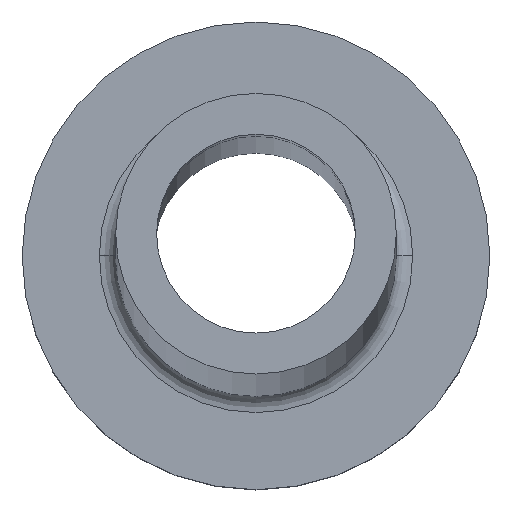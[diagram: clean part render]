
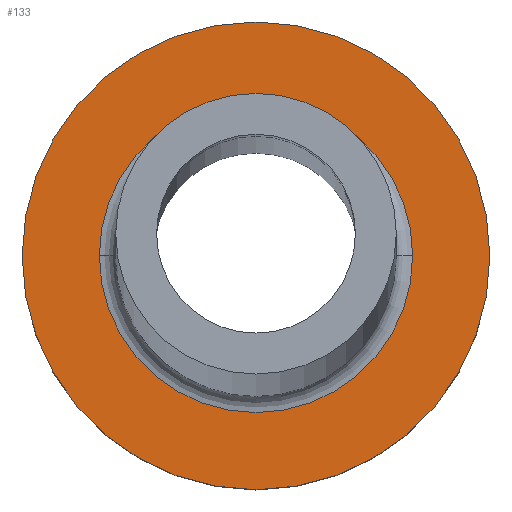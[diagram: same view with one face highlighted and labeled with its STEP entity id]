
A CAD part, top view. The second image highlights one B-rep face of the part: STEP entity #133.
In plain terms, the highlighted planar face has unit normal (0, 0, 1).
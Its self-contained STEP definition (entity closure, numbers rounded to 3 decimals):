
#2 = DIRECTION ( 'NONE',  ( 0., 0., -1. ) ) ;
#22 = AXIS2_PLACEMENT_3D ( 'NONE', #454, #2, #420 ) ;
#28 = CIRCLE ( 'NONE', #444, 10. ) ;
#43 = AXIS2_PLACEMENT_3D ( 'NONE', #110, #115, #222 ) ;
#56 = CARTESIAN_POINT ( 'NONE',  ( -10., 0., 7. ) ) ;
#68 = AXIS2_PLACEMENT_3D ( 'NONE', #365, #447, #88 ) ;
#75 = AXIS2_PLACEMENT_3D ( 'NONE', #228, #335, #293 ) ;
#77 = EDGE_CURVE ( 'NONE', #295, #350, #258, .T. ) ;
#88 = DIRECTION ( 'NONE',  ( 1., 0., 0. ) ) ;
#102 = ORIENTED_EDGE ( 'NONE', *, *, #362, .T. ) ;
#110 = CARTESIAN_POINT ( 'NONE',  ( 0., 0., 7. ) ) ;
#115 = DIRECTION ( 'NONE',  ( 0., 0., -1. ) ) ;
#118 = PLANE ( 'NONE',  #68 ) ;
#123 = ORIENTED_EDGE ( 'NONE', *, *, #172, .T. ) ;
#126 = ORIENTED_EDGE ( 'NONE', *, *, #77, .T. ) ;
#133 = ADVANCED_FACE ( 'NONE', ( #179, #230 ), #118, .T. ) ;
#142 = DIRECTION ( 'NONE',  ( 1., 0., 0. ) ) ;
#163 = CARTESIAN_POINT ( 'NONE',  ( 6.7, 0., 7. ) ) ;
#168 = VERTEX_POINT ( 'NONE', #56 ) ;
#169 = CARTESIAN_POINT ( 'NONE',  ( 0., 0., 7. ) ) ;
#172 = EDGE_CURVE ( 'NONE', #168, #381, #252, .T. ) ;
#179 = FACE_BOUND ( 'NONE', #316, .T. ) ;
#222 = DIRECTION ( 'NONE',  ( 1., 0., 0. ) ) ;
#228 = CARTESIAN_POINT ( 'NONE',  ( 0., 0., 7. ) ) ;
#230 = FACE_OUTER_BOUND ( 'NONE', #278, .T. ) ;
#241 = ORIENTED_EDGE ( 'NONE', *, *, #418, .T. ) ;
#252 = CIRCLE ( 'NONE', #75, 10. ) ;
#258 = CIRCLE ( 'NONE', #43, 6.7 ) ;
#272 = CARTESIAN_POINT ( 'NONE',  ( 10., 0., 7. ) ) ;
#278 = EDGE_LOOP ( 'NONE', ( #123, #102 ) ) ;
#293 = DIRECTION ( 'NONE',  ( 1., 0., 0. ) ) ;
#295 = VERTEX_POINT ( 'NONE', #163 ) ;
#297 = CIRCLE ( 'NONE', #22, 6.7 ) ;
#303 = DIRECTION ( 'NONE',  ( 0., 0., 1. ) ) ;
#316 = EDGE_LOOP ( 'NONE', ( #126, #241 ) ) ;
#335 = DIRECTION ( 'NONE',  ( 0., 0., 1. ) ) ;
#350 = VERTEX_POINT ( 'NONE', #424 ) ;
#362 = EDGE_CURVE ( 'NONE', #381, #168, #28, .T. ) ;
#365 = CARTESIAN_POINT ( 'NONE',  ( 0., 0., 7. ) ) ;
#381 = VERTEX_POINT ( 'NONE', #272 ) ;
#418 = EDGE_CURVE ( 'NONE', #350, #295, #297, .T. ) ;
#420 = DIRECTION ( 'NONE',  ( 1., 0., 0. ) ) ;
#424 = CARTESIAN_POINT ( 'NONE',  ( -6.7, 0., 7. ) ) ;
#444 = AXIS2_PLACEMENT_3D ( 'NONE', #169, #303, #142 ) ;
#447 = DIRECTION ( 'NONE',  ( 0., 0., 1. ) ) ;
#454 = CARTESIAN_POINT ( 'NONE',  ( 0., 0., 7. ) ) ;
